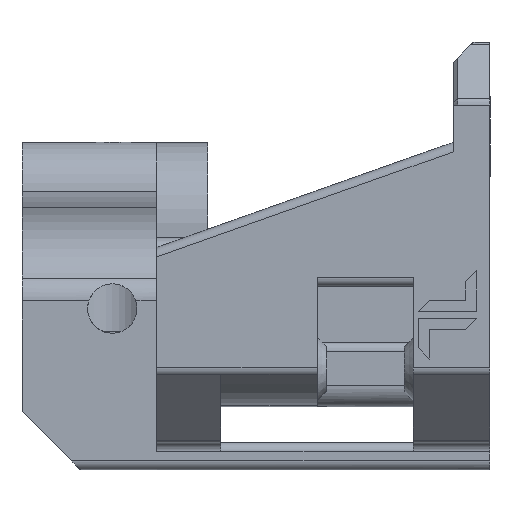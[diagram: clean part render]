
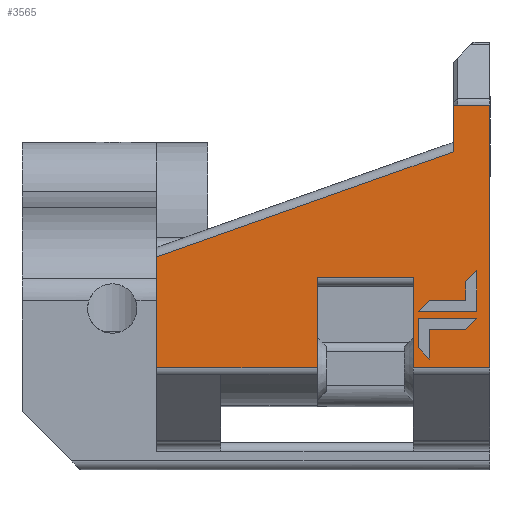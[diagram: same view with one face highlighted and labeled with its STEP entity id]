
A CAD part, left-side view. The second image highlights one B-rep face of the part: STEP entity #3565.
In plain terms, the highlighted planar face has unit normal (-1, 0, 0).
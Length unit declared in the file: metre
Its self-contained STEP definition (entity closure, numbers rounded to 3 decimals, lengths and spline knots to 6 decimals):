
#78=PLANE('',#3957);
#320=LINE('',#5736,#613);
#346=LINE('',#5861,#639);
#371=LINE('',#5935,#664);
#410=LINE('',#6123,#703);
#413=LINE('',#6129,#706);
#415=LINE('',#6133,#708);
#417=LINE('',#6137,#710);
#419=LINE('',#6141,#712);
#421=LINE('',#6145,#714);
#428=LINE('',#6160,#721);
#431=LINE('',#6166,#724);
#433=LINE('',#6170,#726);
#435=LINE('',#6174,#728);
#437=LINE('',#6178,#730);
#439=LINE('',#6182,#732);
#441=LINE('',#6188,#734);
#449=LINE('',#6313,#742);
#469=LINE('',#6379,#762);
#477=LINE('',#6423,#770);
#478=LINE('',#6426,#771);
#484=LINE('',#6436,#777);
#485=LINE('',#6440,#778);
#486=LINE('',#6441,#779);
#613=VECTOR('',#4395,1.);
#639=VECTOR('',#4497,1.);
#664=VECTOR('',#4564,1.);
#703=VECTOR('',#4683,1.);
#706=VECTOR('',#4688,1.);
#708=VECTOR('',#4692,1.);
#710=VECTOR('',#4696,1.);
#712=VECTOR('',#4700,1.);
#714=VECTOR('',#4704,1.);
#721=VECTOR('',#4715,1.);
#724=VECTOR('',#4720,1.);
#726=VECTOR('',#4724,1.);
#728=VECTOR('',#4728,1.);
#730=VECTOR('',#4732,1.);
#732=VECTOR('',#4736,1.);
#734=VECTOR('',#4742,1.);
#742=VECTOR('',#4794,1.);
#762=VECTOR('',#4874,1.);
#770=VECTOR('',#4912,1.);
#771=VECTOR('',#4917,1.);
#777=VECTOR('',#4931,1.);
#778=VECTOR('',#4938,1.);
#779=VECTOR('',#4939,1.);
#1575=ORIENTED_EDGE('',*,*,#2191,.F.);
#1576=ORIENTED_EDGE('',*,*,#2372,.T.);
#1577=ORIENTED_EDGE('',*,*,#2348,.F.);
#1578=ORIENTED_EDGE('',*,*,#2312,.T.);
#1579=ORIENTED_EDGE('',*,*,#2363,.F.);
#1580=ORIENTED_EDGE('',*,*,#2290,.T.);
#1581=ORIENTED_EDGE('',*,*,#2086,.F.);
#1582=ORIENTED_EDGE('',*,*,#2371,.T.);
#1583=ORIENTED_EDGE('',*,*,#2150,.F.);
#1584=ORIENTED_EDGE('',*,*,#2365,.F.);
#1585=ORIENTED_EDGE('',*,*,#2373,.F.);
#1586=ORIENTED_EDGE('',*,*,#2285,.F.);
#1587=ORIENTED_EDGE('',*,*,#2287,.F.);
#1588=ORIENTED_EDGE('',*,*,#2276,.F.);
#1589=ORIENTED_EDGE('',*,*,#2279,.F.);
#1590=ORIENTED_EDGE('',*,*,#2281,.F.);
#1591=ORIENTED_EDGE('',*,*,#2283,.F.);
#1592=ORIENTED_EDGE('',*,*,#2267,.F.);
#1593=ORIENTED_EDGE('',*,*,#2269,.F.);
#1594=ORIENTED_EDGE('',*,*,#2258,.F.);
#1595=ORIENTED_EDGE('',*,*,#2261,.F.);
#1596=ORIENTED_EDGE('',*,*,#2263,.F.);
#1597=ORIENTED_EDGE('',*,*,#2265,.F.);
#2086=EDGE_CURVE('',#2599,#2600,#320,.T.);
#2150=EDGE_CURVE('',#2652,#2653,#346,.T.);
#2191=EDGE_CURVE('',#2680,#2681,#371,.T.);
#2258=EDGE_CURVE('',#2713,#2714,#410,.T.);
#2261=EDGE_CURVE('',#2715,#2713,#413,.T.);
#2263=EDGE_CURVE('',#2716,#2715,#415,.T.);
#2265=EDGE_CURVE('',#2717,#2716,#417,.T.);
#2267=EDGE_CURVE('',#2718,#2717,#419,.T.);
#2269=EDGE_CURVE('',#2714,#2718,#421,.T.);
#2276=EDGE_CURVE('',#2725,#2726,#428,.T.);
#2279=EDGE_CURVE('',#2727,#2725,#431,.T.);
#2281=EDGE_CURVE('',#2728,#2727,#433,.T.);
#2283=EDGE_CURVE('',#2729,#2728,#435,.T.);
#2285=EDGE_CURVE('',#2730,#2729,#437,.T.);
#2287=EDGE_CURVE('',#2726,#2730,#439,.T.);
#2290=EDGE_CURVE('',#2732,#2600,#441,.T.);
#2312=EDGE_CURVE('',#2742,#2743,#449,.T.);
#2348=EDGE_CURVE('',#2742,#2755,#469,.T.);
#2363=EDGE_CURVE('',#2732,#2743,#477,.T.);
#2365=EDGE_CURVE('',#2706,#2652,#478,.T.);
#2371=EDGE_CURVE('',#2599,#2653,#484,.T.);
#2372=EDGE_CURVE('',#2680,#2755,#485,.F.);
#2373=EDGE_CURVE('',#2681,#2706,#486,.T.);
#2599=VERTEX_POINT('',#5735);
#2600=VERTEX_POINT('',#5737);
#2652=VERTEX_POINT('',#5860);
#2653=VERTEX_POINT('',#5862);
#2680=VERTEX_POINT('',#5934);
#2681=VERTEX_POINT('',#5936);
#2706=VERTEX_POINT('',#6105);
#2713=VERTEX_POINT('',#6124);
#2714=VERTEX_POINT('',#6125);
#2715=VERTEX_POINT('',#6130);
#2716=VERTEX_POINT('',#6134);
#2717=VERTEX_POINT('',#6138);
#2718=VERTEX_POINT('',#6142);
#2725=VERTEX_POINT('',#6161);
#2726=VERTEX_POINT('',#6162);
#2727=VERTEX_POINT('',#6167);
#2728=VERTEX_POINT('',#6171);
#2729=VERTEX_POINT('',#6175);
#2730=VERTEX_POINT('',#6179);
#2732=VERTEX_POINT('',#6186);
#2742=VERTEX_POINT('',#6309);
#2743=VERTEX_POINT('',#6312);
#2755=VERTEX_POINT('',#6380);
#3127=EDGE_LOOP('',(#1575,#1576,#1577,#1578,#1579,#1580,#1581,#1582,#1583,
#1584,#1585));
#3128=EDGE_LOOP('',(#1586,#1587,#1588,#1589,#1590,#1591));
#3129=EDGE_LOOP('',(#1592,#1593,#1594,#1595,#1596,#1597));
#3348=FACE_BOUND('',#3127,.T.);
#3349=FACE_BOUND('',#3128,.T.);
#3350=FACE_BOUND('',#3129,.T.);
#3565=ADVANCED_FACE('',(#3348,#3349,#3350),#78,.F.);
#3957=AXIS2_PLACEMENT_3D('',#6439,#4936,#4937);
#4395=DIRECTION('',(0.,0.,1.));
#4497=DIRECTION('',(0.,0.,-1.));
#4564=DIRECTION('',(0.,0.,1.));
#4683=DIRECTION('',(0.,1.,0.));
#4688=DIRECTION('',(0.,-0.707,0.707));
#4692=DIRECTION('',(0.,-1.,0.));
#4696=DIRECTION('',(0.,0.,1.));
#4700=DIRECTION('',(0.,-0.707,-0.707));
#4704=DIRECTION('',(0.,0.,-1.));
#4715=DIRECTION('',(0.,1.,0.));
#4720=DIRECTION('',(0.,0.,-1.));
#4724=DIRECTION('',(0.,0.707,-0.707));
#4728=DIRECTION('',(0.,0.,1.));
#4732=DIRECTION('',(0.,-1.,0.));
#4736=DIRECTION('',(0.,0.707,-0.707));
#4742=DIRECTION('',(0.,-1.,0.));
#4794=DIRECTION('',(0.,-1.,0.));
#4874=DIRECTION('',(0.,0.,1.));
#4912=DIRECTION('',(0.,0.,-1.));
#4917=DIRECTION('',(0.,-1.,0.));
#4931=DIRECTION('',(0.,-1.,0.));
#4936=DIRECTION('',(1.,0.,0.));
#4937=DIRECTION('',(0.,-1.,0.));
#4938=DIRECTION('',(0.,-0.943,0.334));
#4939=DIRECTION('',(0.,-1.,0.));
#5735=CARTESIAN_POINT('',(0.106941,-0.00868,-0.002949));
#5736=CARTESIAN_POINT('',(0.106941,-0.00868,0.003554));
#5737=CARTESIAN_POINT('',(0.106941,-0.00868,0.007117));
#5860=CARTESIAN_POINT('',(0.106941,-0.017215,0.026326));
#5861=CARTESIAN_POINT('',(0.106941,-0.017215,0.011688));
#5862=CARTESIAN_POINT('',(0.106941,-0.017215,-0.002949));
#5934=CARTESIAN_POINT('',(0.106941,-0.0131,0.021111));
#5935=CARTESIAN_POINT('',(0.106941,-0.0131,0.024249));
#5936=CARTESIAN_POINT('',(0.106941,-0.0131,0.026326));
#6105=CARTESIAN_POINT('',(0.106941,-0.0136,0.026326));
#6123=CARTESIAN_POINT('',(0.106941,-0.012492,0.002567));
#6124=CARTESIAN_POINT('',(0.106941,-0.015748,0.002567));
#6125=CARTESIAN_POINT('',(0.106941,-0.009237,0.002567));
#6129=CARTESIAN_POINT('',(0.106941,-0.015134,0.001953));
#6130=CARTESIAN_POINT('',(0.106941,-0.014519,0.001339));
#6133=CARTESIAN_POINT('',(0.106941,-0.012492,0.001339));
#6134=CARTESIAN_POINT('',(0.106941,-0.010465,0.001339));
#6137=CARTESIAN_POINT('',(0.106941,-0.010465,-0.000306));
#6138=CARTESIAN_POINT('',(0.106941,-0.010465,-0.00195));
#6141=CARTESIAN_POINT('',(0.106941,-0.009851,-0.001336));
#6142=CARTESIAN_POINT('',(0.106941,-0.009237,-0.000722));
#6145=CARTESIAN_POINT('',(0.106941,-0.009237,0.000923));
#6160=CARTESIAN_POINT('',(0.106941,-0.012492,0.004605));
#6161=CARTESIAN_POINT('',(0.106941,-0.014519,0.004605));
#6162=CARTESIAN_POINT('',(0.106941,-0.010465,0.004605));
#6166=CARTESIAN_POINT('',(0.106941,-0.014519,0.005623));
#6167=CARTESIAN_POINT('',(0.106941,-0.014519,0.00664));
#6170=CARTESIAN_POINT('',(0.106941,-0.015134,0.007254));
#6171=CARTESIAN_POINT('',(0.106941,-0.015748,0.007868));
#6174=CARTESIAN_POINT('',(0.106941,-0.015748,0.005623));
#6175=CARTESIAN_POINT('',(0.106941,-0.015748,0.003377));
#6178=CARTESIAN_POINT('',(0.106941,-0.012492,0.003377));
#6179=CARTESIAN_POINT('',(0.106941,-0.009237,0.003377));
#6182=CARTESIAN_POINT('',(0.106941,-0.009851,0.003991));
#6186=CARTESIAN_POINT('',(0.106941,0.00202,0.007117));
#6188=CARTESIAN_POINT('',(0.106941,-0.013098,0.007117));
#6309=CARTESIAN_POINT('',(0.106941,0.0199,-0.002949));
#6312=CARTESIAN_POINT('',(0.106941,0.00202,-0.002949));
#6313=CARTESIAN_POINT('',(0.106941,-0.013098,-0.002949));
#6379=CARTESIAN_POINT('',(0.106941,0.0199,0.003554));
#6380=CARTESIAN_POINT('',(0.106941,0.0199,0.009411));
#6423=CARTESIAN_POINT('',(0.106941,0.00202,0.003554));
#6426=CARTESIAN_POINT('',(0.106941,-0.013098,0.026326));
#6436=CARTESIAN_POINT('',(0.106941,-0.013098,-0.002949));
#6439=CARTESIAN_POINT('',(0.106941,-0.013098,0.011688));
#6440=CARTESIAN_POINT('',(0.106941,0.019566,0.009529));
#6441=CARTESIAN_POINT('',(0.106941,-0.01335,0.026326));
